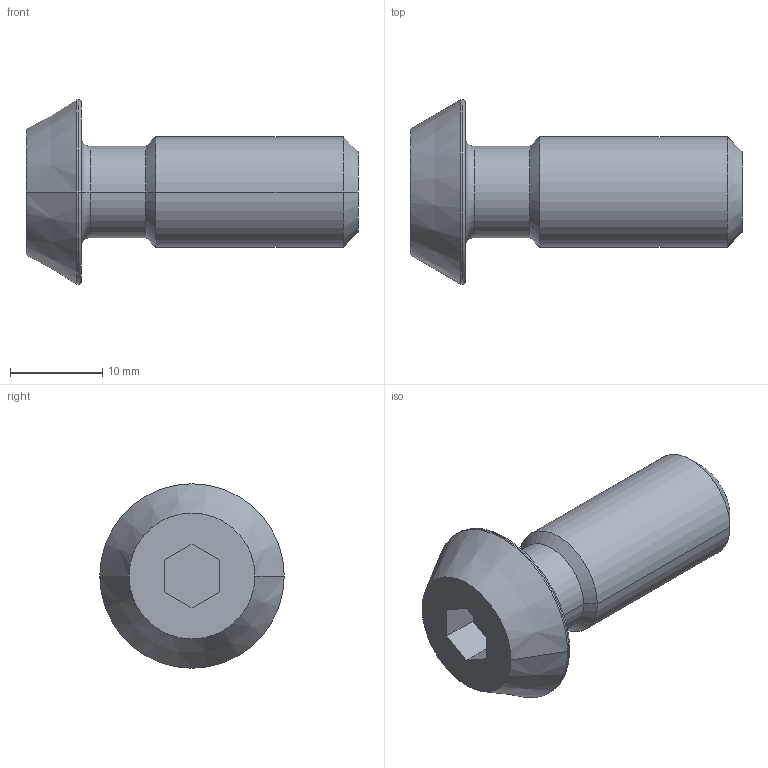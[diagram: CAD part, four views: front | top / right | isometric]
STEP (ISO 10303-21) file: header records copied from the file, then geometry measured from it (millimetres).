
FILE_DESCRIPTION (( 'STEP AP203' ), '1' );
FILE_NAME ('ALF-CNS12-30-10.step', '2024-08-09T08:09:13', ( '' ), ( '' ), 'SwSTEP 2.0', 'SolidWorks 2022', '' );
FILE_SCHEMA (( 'CONFIG_CONTROL_DESIGN' ));
Length unit declared in the file: millimetre
Products named in the file (1): ALF-CNS12-30-10
Bounding box: 36 x 20 x 20 mm (x, y, z)
Volume: 4352 mm3; surface area: 1983.4 mm2
Topology: 1 solids, 1 shells, 26 faces, 54 edges, 32 vertices
Faces by surface type: plane 10, cone 6, cylinder 6, torus 4
Entity records: 763 total; most frequent: DIRECTION 132, CARTESIAN_POINT 113, ORIENTED_EDGE 108, EDGE_CURVE 54, AXIS2_PLACEMENT_3D 51, VERTEX_POINT 32, VECTOR 30, LINE 30
